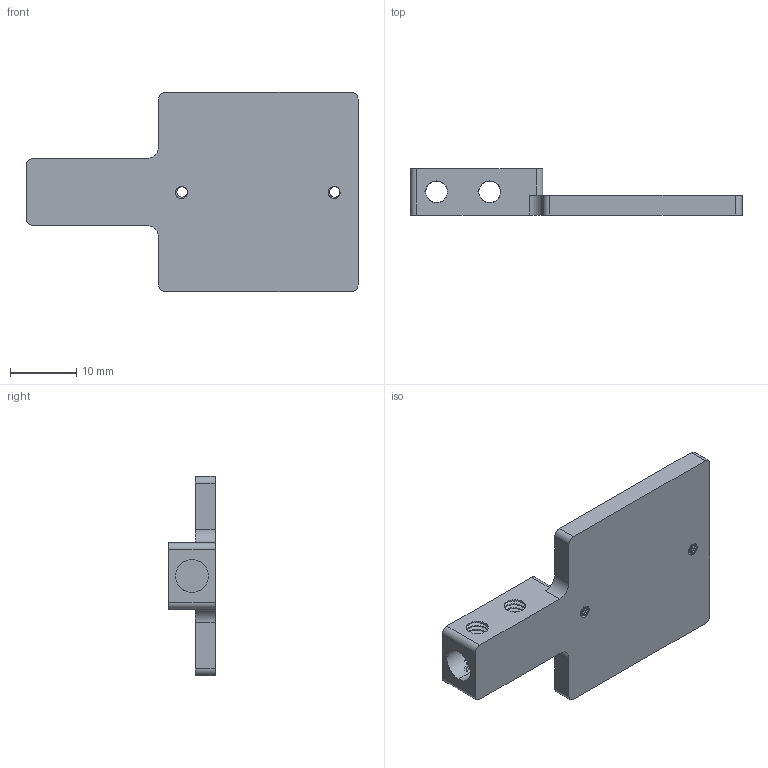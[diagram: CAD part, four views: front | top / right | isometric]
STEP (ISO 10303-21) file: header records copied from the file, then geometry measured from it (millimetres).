
FILE_DESCRIPTION (( 'STEP AP214' ), '1' );
FILE_NAME ('brass_clamp.STEP', '2021-01-06T18:01:23', ( '' ), ( '' ), 'SwSTEP 2.0', 'SolidWorks 2019', '' );
FILE_SCHEMA (( 'AUTOMOTIVE_DESIGN' ));
Length unit declared in the file: millimetre
Products named in the file (1): brass_clamp
Bounding box: 50 x 7 x 30 mm (x, y, z)
Volume: 3618.3 mm3; surface area: 3356.7 mm2
Topology: 1 solids, 1 shells, 137 faces, 404 edges, 266 vertices
Faces by surface type: cylinder 82, bspline 38, plane 17
Entity records: 20932 total; most frequent: CARTESIAN_POINT 17956, ORIENTED_EDGE 808, EDGE_CURVE 404, DIRECTION 394, VERTEX_POINT 266, EDGE_LOOP 146, AXIS2_PLACEMENT_3D 140, ADVANCED_FACE 137
